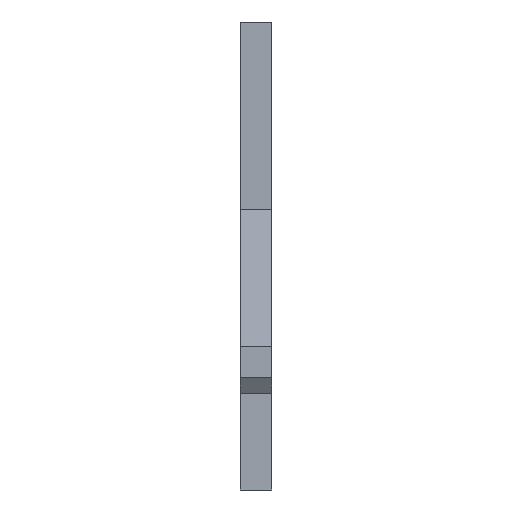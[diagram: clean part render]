
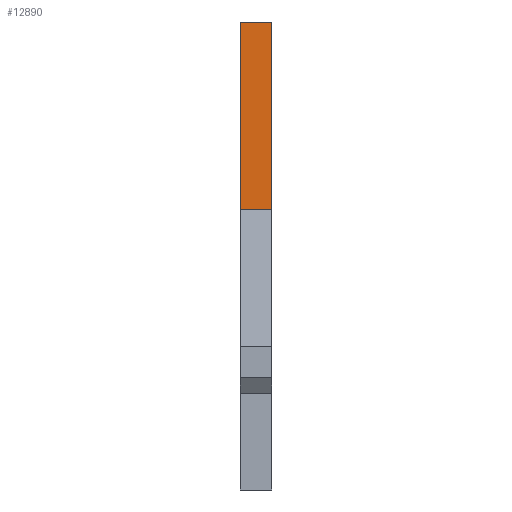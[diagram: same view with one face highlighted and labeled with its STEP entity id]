
A CAD part, left-side view. The second image highlights one B-rep face of the part: STEP entity #12890.
In plain terms, the highlighted planar face has unit normal (-1, 0, 0).
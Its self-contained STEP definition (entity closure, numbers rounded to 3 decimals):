
#12293 = PLANE('',#12294);
#12294 = AXIS2_PLACEMENT_3D('',#12295,#12296,#12297);
#12295 = CARTESIAN_POINT('',(-24.329,0.254,-1.58));
#12296 = DIRECTION('',(0.,1.,0.));
#12297 = DIRECTION('',(1.,0.,0.));
#12347 = PLANE('',#12348);
#12348 = AXIS2_PLACEMENT_3D('',#12349,#12350,#12351);
#12349 = CARTESIAN_POINT('',(-24.329,-0.254,-1.58));
#12350 = DIRECTION('',(0.,1.,0.));
#12351 = DIRECTION('',(1.,0.,0.));
#12782 = PLANE('',#12783);
#12783 = AXIS2_PLACEMENT_3D('',#12784,#12785,#12786);
#12784 = CARTESIAN_POINT('',(-23.931,-0.254,6.04));
#12785 = DIRECTION('',(0.,0.,1.));
#12786 = DIRECTION('',(-1.,0.,-0.));
#12820 = VERTEX_POINT('',#12821);
#12821 = CARTESIAN_POINT('',(-24.329,0.254,6.04));
#12842 = EDGE_CURVE('',#12843,#12820,#12845,.T.);
#12843 = VERTEX_POINT('',#12844);
#12844 = CARTESIAN_POINT('',(-24.329,-0.254,6.04));
#12845 = SURFACE_CURVE('',#12846,(#12850,#12857),.PCURVE_S1.);
#12846 = LINE('',#12847,#12848);
#12847 = CARTESIAN_POINT('',(-24.329,-0.254,6.04));
#12848 = VECTOR('',#12849,1.);
#12849 = DIRECTION('',(0.,1.,0.));
#12850 = PCURVE('',#12782,#12851);
#12851 = DEFINITIONAL_REPRESENTATION('',(#12852),#12856);
#12852 = LINE('',#12853,#12854);
#12853 = CARTESIAN_POINT('',(0.399,0.));
#12854 = VECTOR('',#12855,1.);
#12855 = DIRECTION('',(0.,-1.));
#12856 = ( GEOMETRIC_REPRESENTATION_CONTEXT(2) 
PARAMETRIC_REPRESENTATION_CONTEXT() REPRESENTATION_CONTEXT('2D SPACE',''
  ) );
#12857 = PCURVE('',#12858,#12863);
#12858 = PLANE('',#12859);
#12859 = AXIS2_PLACEMENT_3D('',#12860,#12861,#12862);
#12860 = CARTESIAN_POINT('',(-24.329,-0.254,6.04));
#12861 = DIRECTION('',(-1.,0.,-0.));
#12862 = DIRECTION('',(0.,0.,-1.));
#12863 = DEFINITIONAL_REPRESENTATION('',(#12864),#12868);
#12864 = LINE('',#12865,#12866);
#12865 = CARTESIAN_POINT('',(0.,0.));
#12866 = VECTOR('',#12867,1.);
#12867 = DIRECTION('',(0.,-1.));
#12868 = ( GEOMETRIC_REPRESENTATION_CONTEXT(2) 
PARAMETRIC_REPRESENTATION_CONTEXT() REPRESENTATION_CONTEXT('2D SPACE',''
  ) );
#12890 = ADVANCED_FACE('',(#12891),#12858,.T.);
#12891 = FACE_BOUND('',#12892,.T.);
#12892 = EDGE_LOOP('',(#12893,#12894,#12917,#12945));
#12893 = ORIENTED_EDGE('',*,*,#12842,.T.);
#12894 = ORIENTED_EDGE('',*,*,#12895,.T.);
#12895 = EDGE_CURVE('',#12820,#12896,#12898,.T.);
#12896 = VERTEX_POINT('',#12897);
#12897 = CARTESIAN_POINT('',(-24.329,0.254,2.992));
#12898 = SURFACE_CURVE('',#12899,(#12903,#12910),.PCURVE_S1.);
#12899 = LINE('',#12900,#12901);
#12900 = CARTESIAN_POINT('',(-24.329,0.254,6.04));
#12901 = VECTOR('',#12902,1.);
#12902 = DIRECTION('',(0.,0.,-1.));
#12903 = PCURVE('',#12858,#12904);
#12904 = DEFINITIONAL_REPRESENTATION('',(#12905),#12909);
#12905 = LINE('',#12906,#12907);
#12906 = CARTESIAN_POINT('',(0.,-0.508));
#12907 = VECTOR('',#12908,1.);
#12908 = DIRECTION('',(1.,0.));
#12909 = ( GEOMETRIC_REPRESENTATION_CONTEXT(2) 
PARAMETRIC_REPRESENTATION_CONTEXT() REPRESENTATION_CONTEXT('2D SPACE',''
  ) );
#12910 = PCURVE('',#12293,#12911);
#12911 = DEFINITIONAL_REPRESENTATION('',(#12912),#12916);
#12912 = LINE('',#12913,#12914);
#12913 = CARTESIAN_POINT('',(0.,-7.62));
#12914 = VECTOR('',#12915,1.);
#12915 = DIRECTION('',(0.,1.));
#12916 = ( GEOMETRIC_REPRESENTATION_CONTEXT(2) 
PARAMETRIC_REPRESENTATION_CONTEXT() REPRESENTATION_CONTEXT('2D SPACE',''
  ) );
#12917 = ORIENTED_EDGE('',*,*,#12918,.F.);
#12918 = EDGE_CURVE('',#12919,#12896,#12921,.T.);
#12919 = VERTEX_POINT('',#12920);
#12920 = CARTESIAN_POINT('',(-24.329,-0.254,2.992));
#12921 = SURFACE_CURVE('',#12922,(#12926,#12933),.PCURVE_S1.);
#12922 = LINE('',#12923,#12924);
#12923 = CARTESIAN_POINT('',(-24.329,-0.254,2.992));
#12924 = VECTOR('',#12925,1.);
#12925 = DIRECTION('',(0.,1.,0.));
#12926 = PCURVE('',#12858,#12927);
#12927 = DEFINITIONAL_REPRESENTATION('',(#12928),#12932);
#12928 = LINE('',#12929,#12930);
#12929 = CARTESIAN_POINT('',(3.048,0.));
#12930 = VECTOR('',#12931,1.);
#12931 = DIRECTION('',(0.,-1.));
#12932 = ( GEOMETRIC_REPRESENTATION_CONTEXT(2) 
PARAMETRIC_REPRESENTATION_CONTEXT() REPRESENTATION_CONTEXT('2D SPACE',''
  ) );
#12933 = PCURVE('',#12934,#12939);
#12934 = PLANE('',#12935);
#12935 = AXIS2_PLACEMENT_3D('',#12936,#12937,#12938);
#12936 = CARTESIAN_POINT('',(-24.329,-0.254,2.992));
#12937 = DIRECTION('',(-0.97,0.,0.244
    ));
#12938 = DIRECTION('',(-0.244,0.,
    -0.97));
#12939 = DEFINITIONAL_REPRESENTATION('',(#12940),#12944);
#12940 = LINE('',#12941,#12942);
#12941 = CARTESIAN_POINT('',(0.,0.));
#12942 = VECTOR('',#12943,1.);
#12943 = DIRECTION('',(0.,-1.));
#12944 = ( GEOMETRIC_REPRESENTATION_CONTEXT(2) 
PARAMETRIC_REPRESENTATION_CONTEXT() REPRESENTATION_CONTEXT('2D SPACE',''
  ) );
#12945 = ORIENTED_EDGE('',*,*,#12946,.F.);
#12946 = EDGE_CURVE('',#12843,#12919,#12947,.T.);
#12947 = SURFACE_CURVE('',#12948,(#12952,#12959),.PCURVE_S1.);
#12948 = LINE('',#12949,#12950);
#12949 = CARTESIAN_POINT('',(-24.329,-0.254,6.04));
#12950 = VECTOR('',#12951,1.);
#12951 = DIRECTION('',(0.,0.,-1.));
#12952 = PCURVE('',#12858,#12953);
#12953 = DEFINITIONAL_REPRESENTATION('',(#12954),#12958);
#12954 = LINE('',#12955,#12956);
#12955 = CARTESIAN_POINT('',(0.,0.));
#12956 = VECTOR('',#12957,1.);
#12957 = DIRECTION('',(1.,0.));
#12958 = ( GEOMETRIC_REPRESENTATION_CONTEXT(2) 
PARAMETRIC_REPRESENTATION_CONTEXT() REPRESENTATION_CONTEXT('2D SPACE',''
  ) );
#12959 = PCURVE('',#12347,#12960);
#12960 = DEFINITIONAL_REPRESENTATION('',(#12961),#12965);
#12961 = LINE('',#12962,#12963);
#12962 = CARTESIAN_POINT('',(0.,-7.62));
#12963 = VECTOR('',#12964,1.);
#12964 = DIRECTION('',(0.,1.));
#12965 = ( GEOMETRIC_REPRESENTATION_CONTEXT(2) 
PARAMETRIC_REPRESENTATION_CONTEXT() REPRESENTATION_CONTEXT('2D SPACE',''
  ) );
